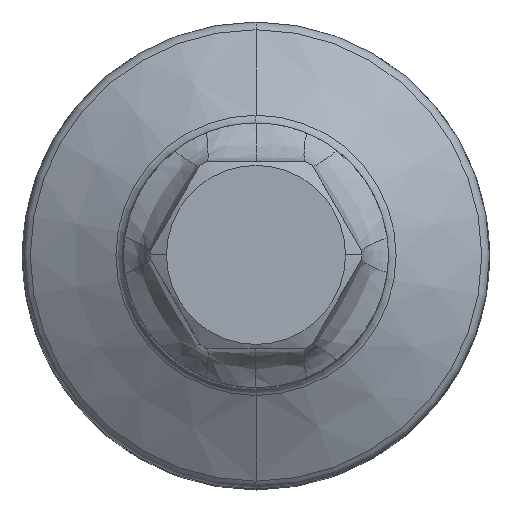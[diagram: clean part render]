
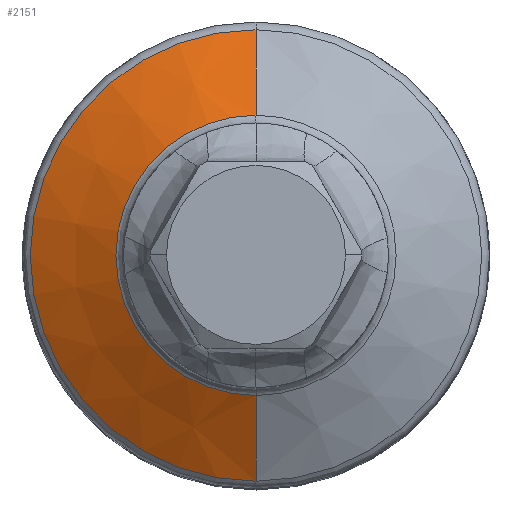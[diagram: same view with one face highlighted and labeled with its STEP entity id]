
A CAD part, top view. The second image highlights one B-rep face of the part: STEP entity #2151.
In plain terms, the highlighted conical face has half-angle 60 degrees and reference radius 11.75 mm.
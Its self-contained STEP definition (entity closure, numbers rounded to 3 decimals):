
#580=CARTESIAN_POINT('',(0.,0.,39.246));
#581=DIRECTION('',(0.,0.,1.));
#582=DIRECTION('',(0.,1.,0.));
#583=AXIS2_PLACEMENT_3D('',#580,#581,#582);
#585=DIRECTION('',(0.,-0.866,0.5));
#586=VECTOR('',#585,6.351);
#587=CARTESIAN_POINT('',(0.,14.5,39.246));
#588=LINE('',#587,#586);
#589=CARTESIAN_POINT('',(0.,0.,42.421));
#590=DIRECTION('',(0.,0.,-1.));
#591=DIRECTION('',(0.,-1.,0.));
#592=AXIS2_PLACEMENT_3D('',#589,#590,#591);
#594=DIRECTION('',(0.,0.866,0.5));
#595=VECTOR('',#594,6.351);
#596=CARTESIAN_POINT('',(0.,-14.5,39.246));
#597=LINE('',#596,#595);
#1352=CARTESIAN_POINT('',(0.,9.,42.421));
#1353=CARTESIAN_POINT('',(0.,-9.,42.421));
#1354=VERTEX_POINT('',#1352);
#1355=VERTEX_POINT('',#1353);
#1356=CARTESIAN_POINT('',(0.,-14.5,39.246));
#1357=CARTESIAN_POINT('',(0.,14.5,39.246));
#1358=VERTEX_POINT('',#1356);
#1359=VERTEX_POINT('',#1357);
#2137=CARTESIAN_POINT('',(0.,0.,40.834));
#2138=DIRECTION('',(0.,0.,-1.));
#2139=DIRECTION('',(0.,-1.,0.));
#2140=AXIS2_PLACEMENT_3D('',#2137,#2138,#2139);
#2141=CONICAL_SURFACE('',#2140,11.75,60.);
#2142=ORIENTED_EDGE('',*,*,#2120,.F.);
#2144=ORIENTED_EDGE('',*,*,#2143,.T.);
#2146=ORIENTED_EDGE('',*,*,#2145,.F.);
#2148=ORIENTED_EDGE('',*,*,#2147,.F.);
#2149=EDGE_LOOP('',(#2142,#2144,#2146,#2148));
#2150=FACE_OUTER_BOUND('',#2149,.F.);
#2151=ADVANCED_FACE('',(#2150),#2141,.T.);
#584=CIRCLE('',#583,14.5);
#593=CIRCLE('',#592,9.);
#2120=EDGE_CURVE('',#1359,#1358,#584,.T.);
#2143=EDGE_CURVE('',#1359,#1354,#588,.T.);
#2145=EDGE_CURVE('',#1355,#1354,#593,.T.);
#2147=EDGE_CURVE('',#1358,#1355,#597,.T.);
